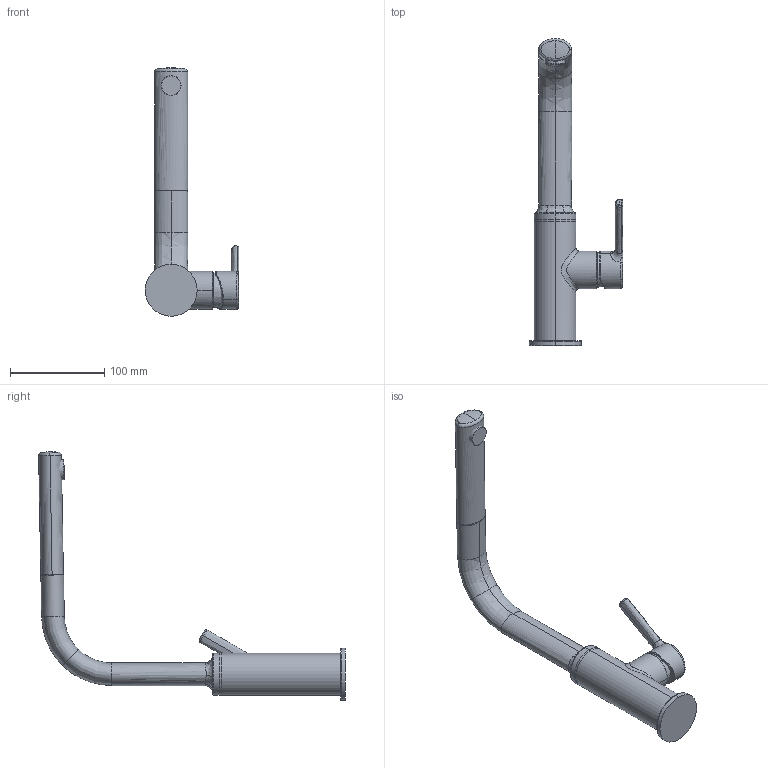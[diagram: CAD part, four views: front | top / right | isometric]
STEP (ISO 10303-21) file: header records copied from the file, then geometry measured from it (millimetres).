
FILE_DESCRIPTION (( 'STEP AP203' ), '1' );
FILE_NAME ('54912273.STEP', '2019-01-22T11:23:34', ( '' ), ( '' ), 'SwSTEP 2.0', 'SolidWorks 2016', '' );
FILE_SCHEMA (( 'CONFIG_CONTROL_DESIGN' ));
Length unit declared in the file: millimetre
Products named in the file (1): 54912273
Bounding box: 99.1 x 324.61 x 262.96 mm (x, y, z)
Volume: 553558.6 mm3; surface area: 82220.9 mm2
Topology: 7 solids, 7 shells, 103 faces, 228 edges, 139 vertices
Faces by surface type: bspline 68, cylinder 14, plane 13, torus 6, cone 2
Entity records: 8425 total; most frequent: CARTESIAN_POINT 6597, ORIENTED_EDGE 452, EDGE_CURVE 226, DIRECTION 203, VERTEX_POINT 139, B_SPLINE_CURVE_WITH_KNOTS 130, EDGE_LOOP 105, ADVANCED_FACE 103
